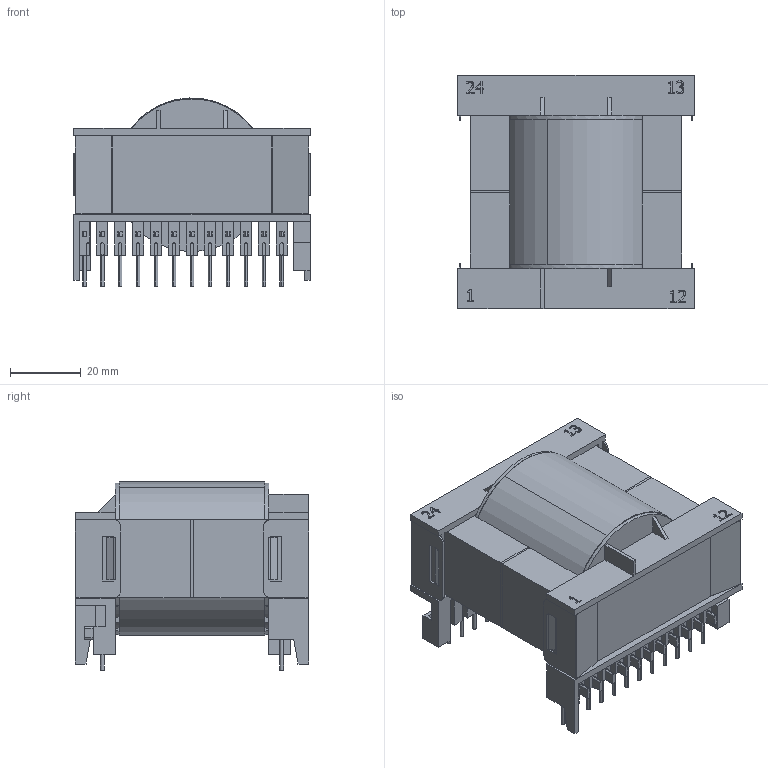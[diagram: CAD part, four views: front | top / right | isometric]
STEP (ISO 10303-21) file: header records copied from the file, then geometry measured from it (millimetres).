
FILE_DESCRIPTION (( 'STEP AP214' ), '1' );
FILE_NAME ('ETD59.STEP', '2023-01-18T14:34:35', ( '' ), ( '' ), 'SwSTEP 2.0', 'SolidWorks 2021', '' );
FILE_SCHEMA (( 'AUTOMOTIVE_DESIGN' ));
Length unit declared in the file: millimetre
Products named in the file (6): ETD59; BobbinETD59; Pin; Îáìîòêà ETD59; Clip; Core
Assembly tree (29 placements, depth 2):
  ETD59
    BobbinETD59
    Clip  x2
    Core  x2
    Pin  x23
    Îáìîòêà ETD59
Bounding box: 66.9 x 66.1 x 53.24 mm (x, y, z)
Volume: 120342.4 mm3; surface area: 62435.8 mm2
Topology: 29 solids, 29 shells, 891 faces, 2405 edges, 1594 vertices
Faces by surface type: plane 603, cylinder 244, bspline 44
Entity records: 33492 total; most frequent: CARTESIAN_POINT 4946, ORIENTED_EDGE 4298, DIRECTION 3929, EDGE_CURVE 2149, VECTOR 1675, LINE 1675, VERTEX_POINT 1424, AXIS2_PLACEMENT_3D 1127
